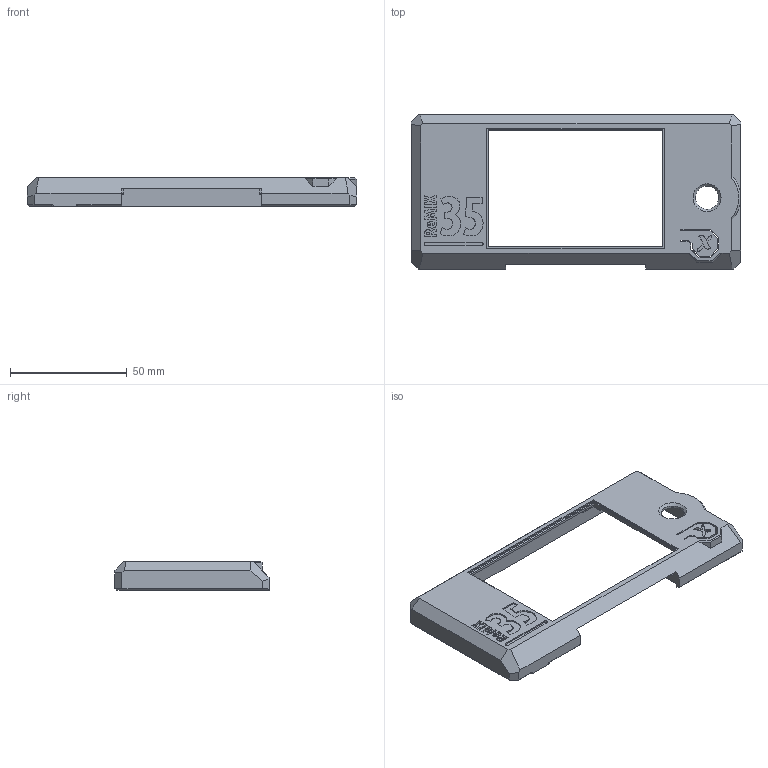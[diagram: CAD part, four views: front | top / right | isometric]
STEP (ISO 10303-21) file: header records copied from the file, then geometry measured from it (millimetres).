
FILE_DESCRIPTION(/* description */ (''),/* implementation_level */ '2;1');
FILE_NAME(/* name */ 'display-cover-R3_v0.7.2-T.step',/* time_stamp */ '2025-08-29T04:56:44-03:00',/* author */ (''),/* organization */ (''),/* preprocessor_version */ 'ST-DEVELOPER v20.1',/* originating_system */ 'Autodesk Translation Framework v14.10.0.0',/* authorisation */ '');
FILE_SCHEMA (('AUTOMOTIVE_DESIGN { 1 0 10303 214 3 1 1 }'));
Length unit declared in the file: millimetre
Products named in the file (1): xlcd-cover-E3
Bounding box: 141 x 66 x 12.4 mm (x, y, z)
Volume: 26324.9 mm3; surface area: 18919.8 mm2
Topology: 1 solids, 1 shells, 431 faces, 1200 edges, 792 vertices
Faces by surface type: plane 237, bspline 172, cylinder 15, cone 7
Full cylindrical faces by diameter (mm): 0.2 x1, 2.8 x5, 9.975 x1
Entity records: 15582 total; most frequent: CARTESIAN_POINT 5653, ORIENTED_EDGE 2400, DIRECTION 1411, EDGE_CURVE 1200, LINE 811, VECTOR 811, VERTEX_POINT 792, EDGE_LOOP 458
